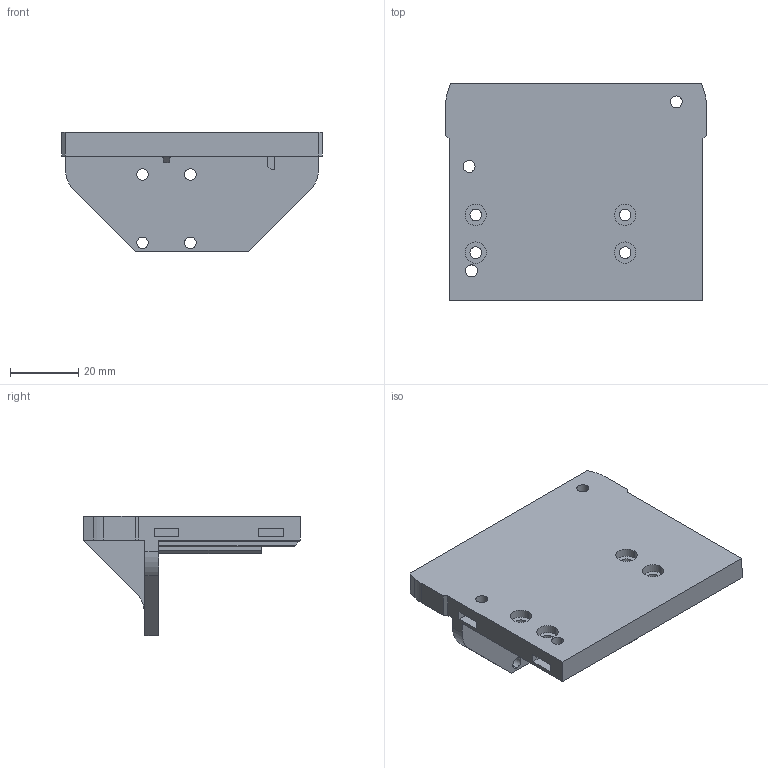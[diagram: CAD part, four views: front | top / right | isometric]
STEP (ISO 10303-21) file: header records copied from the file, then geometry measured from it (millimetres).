
FILE_DESCRIPTION (( 'STEP AP214' ), '1' );
FILE_NAME ('Head connetion-Ender 3v3KE-front.STEP', '2024-10-20T10:21:09', ( '' ), ( '' ), 'SwSTEP 2.0', 'SolidWorks 2022', '' );
FILE_SCHEMA (( 'AUTOMOTIVE_DESIGN' ));
Length unit declared in the file: millimetre
Products named in the file (1): Head connetion-Ender 3v3KE-front
Bounding box: 76.2 x 63.42 x 35.02 mm (x, y, z)
Volume: 39455.6 mm3; surface area: 16683.8 mm2
Topology: 1 solids, 1 shells, 120 faces, 322 edges, 208 vertices
Faces by surface type: plane 59, cylinder 40, torus 14, cone 6, bspline 1
Entity records: 3945 total; most frequent: CARTESIAN_POINT 774, DIRECTION 670, ORIENTED_EDGE 644, EDGE_CURVE 322, AXIS2_PLACEMENT_3D 242, VERTEX_POINT 208, VECTOR 186, LINE 186
